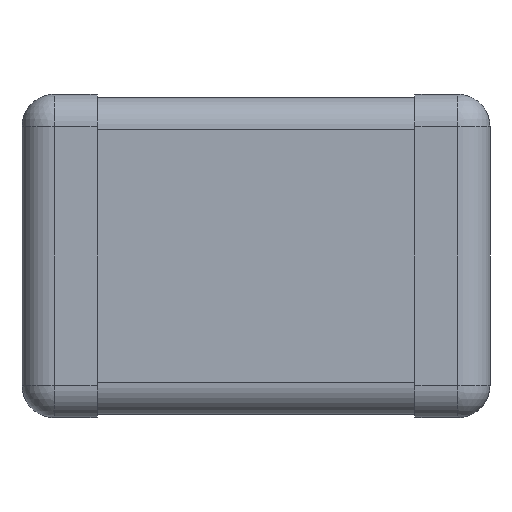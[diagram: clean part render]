
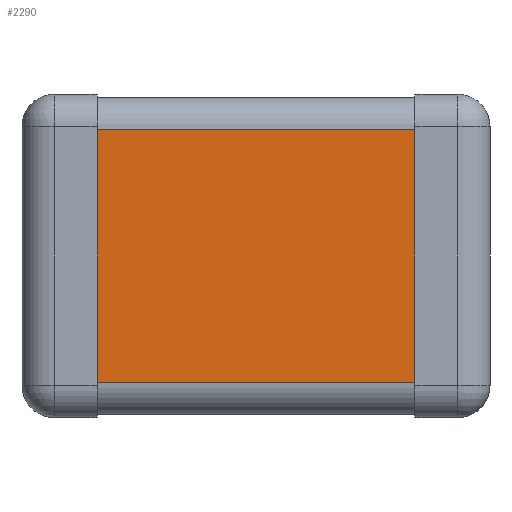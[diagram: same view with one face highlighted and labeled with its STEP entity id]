
A CAD part, front view. The second image highlights one B-rep face of the part: STEP entity #2290.
In plain terms, the highlighted planar face has unit normal (0, -1, 0).
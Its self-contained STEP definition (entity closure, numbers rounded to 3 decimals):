
#2050 = EDGE_CURVE('',#2051,#2053,#2055,.T.);
#2051 = VERTEX_POINT('',#2052);
#2052 = CARTESIAN_POINT('',(-0.275,-0.784,0.062));
#2053 = VERTEX_POINT('',#2054);
#2054 = CARTESIAN_POINT('',(-0.275,-0.784,0.498));
#2055 = SURFACE_CURVE('',#2056,(#2060,#2072),.PCURVE_S1.);
#2056 = LINE('',#2057,#2058);
#2057 = CARTESIAN_POINT('',(-0.275,-0.784,0.006));
#2058 = VECTOR('',#2059,1.);
#2059 = DIRECTION('',(0.,0.,1.));
#2060 = PCURVE('',#2061,#2066);
#2061 = PLANE('',#2062);
#2062 = AXIS2_PLACEMENT_3D('',#2063,#2064,#2065);
#2063 = CARTESIAN_POINT('',(-0.275,-0.784,0.006));
#2064 = DIRECTION('',(1.,0.,0.));
#2065 = DIRECTION('',(0.,0.,1.));
#2066 = DEFINITIONAL_REPRESENTATION('',(#2067),#2071);
#2067 = LINE('',#2068,#2069);
#2068 = CARTESIAN_POINT('',(0.,0.));
#2069 = VECTOR('',#2070,1.);
#2070 = DIRECTION('',(1.,0.));
#2071 = ( GEOMETRIC_REPRESENTATION_CONTEXT(2) 
PARAMETRIC_REPRESENTATION_CONTEXT() REPRESENTATION_CONTEXT('2D SPACE',''
  ) );
#2072 = PCURVE('',#2073,#2078);
#2073 = PLANE('',#2074);
#2074 = AXIS2_PLACEMENT_3D('',#2075,#2076,#2077);
#2075 = CARTESIAN_POINT('',(-0.275,-0.784,0.006));
#2076 = DIRECTION('',(0.,1.,0.));
#2077 = DIRECTION('',(0.,0.,1.));
#2078 = DEFINITIONAL_REPRESENTATION('',(#2079),#2083);
#2079 = LINE('',#2080,#2081);
#2080 = CARTESIAN_POINT('',(0.,0.));
#2081 = VECTOR('',#2082,1.);
#2082 = DIRECTION('',(1.,0.));
#2083 = ( GEOMETRIC_REPRESENTATION_CONTEXT(2) 
PARAMETRIC_REPRESENTATION_CONTEXT() REPRESENTATION_CONTEXT('2D SPACE',''
  ) );
#2102 = CYLINDRICAL_SURFACE('',#2103,0.056);
#2103 = AXIS2_PLACEMENT_3D('',#2104,#2105,#2106);
#2104 = CARTESIAN_POINT('',(-0.275,-0.728,0.062));
#2105 = DIRECTION('',(1.,0.,0.));
#2106 = DIRECTION('',(0.,-1.,0.));
#2279 = CYLINDRICAL_SURFACE('',#2280,0.056);
#2280 = AXIS2_PLACEMENT_3D('',#2281,#2282,#2283);
#2281 = CARTESIAN_POINT('',(-0.275,-0.728,0.498));
#2282 = DIRECTION('',(1.,0.,0.));
#2283 = DIRECTION('',(0.,-1.,0.));
#2290 = ADVANCED_FACE('',(#2291),#2073,.F.);
#2291 = FACE_BOUND('',#2292,.F.);
#2292 = EDGE_LOOP('',(#2293,#2323,#2344,#2345));
#2293 = ORIENTED_EDGE('',*,*,#2294,.F.);
#2294 = EDGE_CURVE('',#2295,#2297,#2299,.T.);
#2295 = VERTEX_POINT('',#2296);
#2296 = CARTESIAN_POINT('',(0.275,-0.784,0.062));
#2297 = VERTEX_POINT('',#2298);
#2298 = CARTESIAN_POINT('',(0.275,-0.784,0.498));
#2299 = SURFACE_CURVE('',#2300,(#2304,#2311),.PCURVE_S1.);
#2300 = LINE('',#2301,#2302);
#2301 = CARTESIAN_POINT('',(0.275,-0.784,0.006));
#2302 = VECTOR('',#2303,1.);
#2303 = DIRECTION('',(0.,0.,1.));
#2304 = PCURVE('',#2073,#2305);
#2305 = DEFINITIONAL_REPRESENTATION('',(#2306),#2310);
#2306 = LINE('',#2307,#2308);
#2307 = CARTESIAN_POINT('',(0.,0.55));
#2308 = VECTOR('',#2309,1.);
#2309 = DIRECTION('',(1.,0.));
#2310 = ( GEOMETRIC_REPRESENTATION_CONTEXT(2) 
PARAMETRIC_REPRESENTATION_CONTEXT() REPRESENTATION_CONTEXT('2D SPACE',''
  ) );
#2311 = PCURVE('',#2312,#2317);
#2312 = PLANE('',#2313);
#2313 = AXIS2_PLACEMENT_3D('',#2314,#2315,#2316);
#2314 = CARTESIAN_POINT('',(0.275,-0.784,0.006));
#2315 = DIRECTION('',(1.,0.,0.));
#2316 = DIRECTION('',(0.,0.,1.));
#2317 = DEFINITIONAL_REPRESENTATION('',(#2318),#2322);
#2318 = LINE('',#2319,#2320);
#2319 = CARTESIAN_POINT('',(0.,0.));
#2320 = VECTOR('',#2321,1.);
#2321 = DIRECTION('',(1.,0.));
#2322 = ( GEOMETRIC_REPRESENTATION_CONTEXT(2) 
PARAMETRIC_REPRESENTATION_CONTEXT() REPRESENTATION_CONTEXT('2D SPACE',''
  ) );
#2323 = ORIENTED_EDGE('',*,*,#2324,.F.);
#2324 = EDGE_CURVE('',#2051,#2295,#2325,.T.);
#2325 = SURFACE_CURVE('',#2326,(#2330,#2337),.PCURVE_S1.);
#2326 = LINE('',#2327,#2328);
#2327 = CARTESIAN_POINT('',(-0.275,-0.784,0.062));
#2328 = VECTOR('',#2329,1.);
#2329 = DIRECTION('',(1.,0.,0.));
#2330 = PCURVE('',#2073,#2331);
#2331 = DEFINITIONAL_REPRESENTATION('',(#2332),#2336);
#2332 = LINE('',#2333,#2334);
#2333 = CARTESIAN_POINT('',(0.056,0.));
#2334 = VECTOR('',#2335,1.);
#2335 = DIRECTION('',(0.,1.));
#2336 = ( GEOMETRIC_REPRESENTATION_CONTEXT(2) 
PARAMETRIC_REPRESENTATION_CONTEXT() REPRESENTATION_CONTEXT('2D SPACE',''
  ) );
#2337 = PCURVE('',#2102,#2338);
#2338 = DEFINITIONAL_REPRESENTATION('',(#2339),#2343);
#2339 = LINE('',#2340,#2341);
#2340 = CARTESIAN_POINT('',(0.,0.));
#2341 = VECTOR('',#2342,1.);
#2342 = DIRECTION('',(0.,1.));
#2343 = ( GEOMETRIC_REPRESENTATION_CONTEXT(2) 
PARAMETRIC_REPRESENTATION_CONTEXT() REPRESENTATION_CONTEXT('2D SPACE',''
  ) );
#2344 = ORIENTED_EDGE('',*,*,#2050,.T.);
#2345 = ORIENTED_EDGE('',*,*,#2346,.T.);
#2346 = EDGE_CURVE('',#2053,#2297,#2347,.T.);
#2347 = SURFACE_CURVE('',#2348,(#2352,#2359),.PCURVE_S1.);
#2348 = LINE('',#2349,#2350);
#2349 = CARTESIAN_POINT('',(-0.275,-0.784,0.498));
#2350 = VECTOR('',#2351,1.);
#2351 = DIRECTION('',(1.,0.,0.));
#2352 = PCURVE('',#2073,#2353);
#2353 = DEFINITIONAL_REPRESENTATION('',(#2354),#2358);
#2354 = LINE('',#2355,#2356);
#2355 = CARTESIAN_POINT('',(0.493,0.));
#2356 = VECTOR('',#2357,1.);
#2357 = DIRECTION('',(0.,1.));
#2358 = ( GEOMETRIC_REPRESENTATION_CONTEXT(2) 
PARAMETRIC_REPRESENTATION_CONTEXT() REPRESENTATION_CONTEXT('2D SPACE',''
  ) );
#2359 = PCURVE('',#2279,#2360);
#2360 = DEFINITIONAL_REPRESENTATION('',(#2361),#2365);
#2361 = LINE('',#2362,#2363);
#2362 = CARTESIAN_POINT('',(-0.,0.));
#2363 = VECTOR('',#2364,1.);
#2364 = DIRECTION('',(-0.,1.));
#2365 = ( GEOMETRIC_REPRESENTATION_CONTEXT(2) 
PARAMETRIC_REPRESENTATION_CONTEXT() REPRESENTATION_CONTEXT('2D SPACE',''
  ) );
